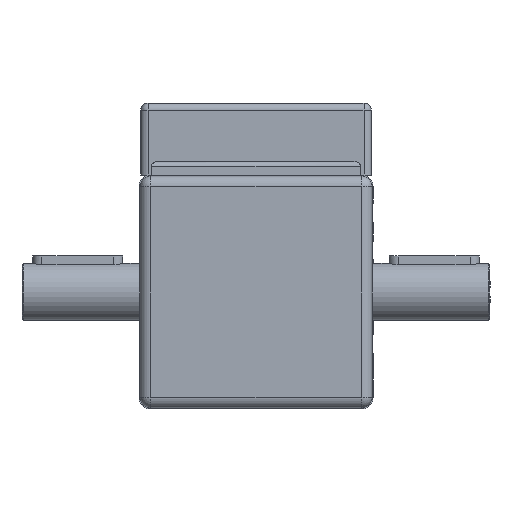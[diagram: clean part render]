
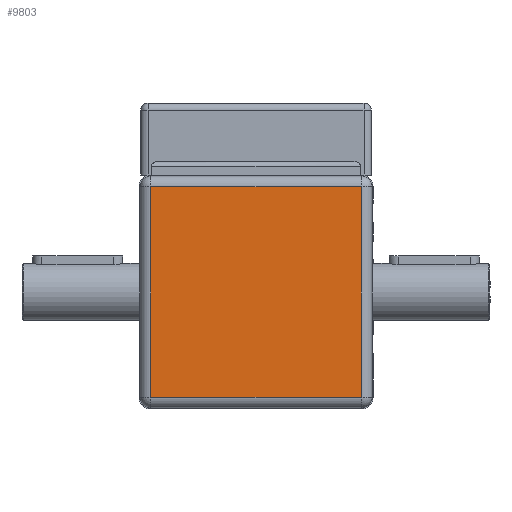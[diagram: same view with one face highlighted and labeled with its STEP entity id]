
A CAD part, front view. The second image highlights one B-rep face of the part: STEP entity #9803.
In plain terms, the highlighted face is planar.
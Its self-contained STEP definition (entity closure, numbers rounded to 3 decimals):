
#9650=CARTESIAN_POINT('',(-25.365,48.318,-85.));
#9651=VERTEX_POINT('',#9650);
#9659=CARTESIAN_POINT('',(-25.365,-10.182,-85.));
#9660=VERTEX_POINT('',#9659);
#9661=CARTESIAN_POINT('',(-25.365,48.318,-85.));
#9662=DIRECTION('',(0.0,-1.0,0.0));
#9663=VECTOR('',#9662,58.5);
#9664=LINE('',#9661,#9663);
#9665=EDGE_CURVE('',#9651,#9660,#9664,.T.);
#9760=CARTESIAN_POINT('',(33.135,-10.182,-85.));
#9761=VERTEX_POINT('',#9760);
#9762=CARTESIAN_POINT('',(33.135,-10.182,-85.));
#9763=DIRECTION('',(-1.0,0.0,0.0));
#9764=VECTOR('',#9763,58.5);
#9765=LINE('',#9762,#9764);
#9766=EDGE_CURVE('',#9761,#9660,#9765,.T.);
#9780=CARTESIAN_POINT('',(3.885,19.068,-85.));
#9781=DIRECTION('',(0.0,0.0,-1.0));
#9782=DIRECTION('',(-1.0,0.0,0.0));
#9783=AXIS2_PLACEMENT_3D('',#9780,#9781,#9782);
#9784=PLANE('',#9783);
#9785=CARTESIAN_POINT('',(33.135,48.318,-85.));
#9786=VERTEX_POINT('',#9785);
#9787=CARTESIAN_POINT('',(33.135,48.318,-85.));
#9788=DIRECTION('',(-1.0,0.0,0.0));
#9789=VECTOR('',#9788,58.5);
#9790=LINE('',#9787,#9789);
#9791=EDGE_CURVE('',#9786,#9651,#9790,.T.);
#9792=ORIENTED_EDGE('',*,*,#9791,.F.);
#9793=CARTESIAN_POINT('',(33.135,-10.182,-85.));
#9794=DIRECTION('',(0.0,1.0,0.0));
#9795=VECTOR('',#9794,58.5);
#9796=LINE('',#9793,#9795);
#9797=EDGE_CURVE('',#9761,#9786,#9796,.T.);
#9798=ORIENTED_EDGE('',*,*,#9797,.F.);
#9799=ORIENTED_EDGE('',*,*,#9766,.T.);
#9800=ORIENTED_EDGE('',*,*,#9665,.F.);
#9801=EDGE_LOOP('',(#9792,#9798,#9799,#9800));
#9802=FACE_OUTER_BOUND('',#9801,.T.);
#9803=ADVANCED_FACE('',(#9802),#9784,.T.);
